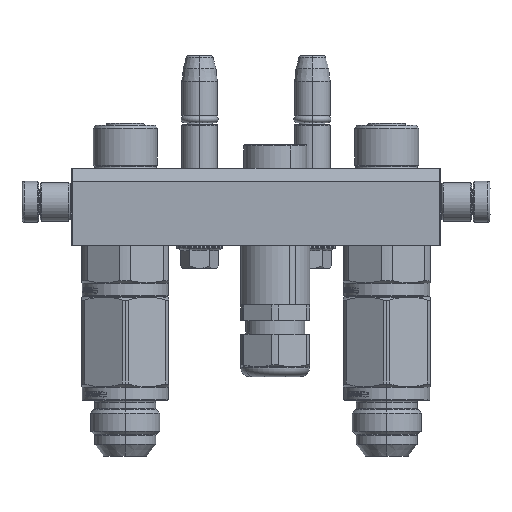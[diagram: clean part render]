
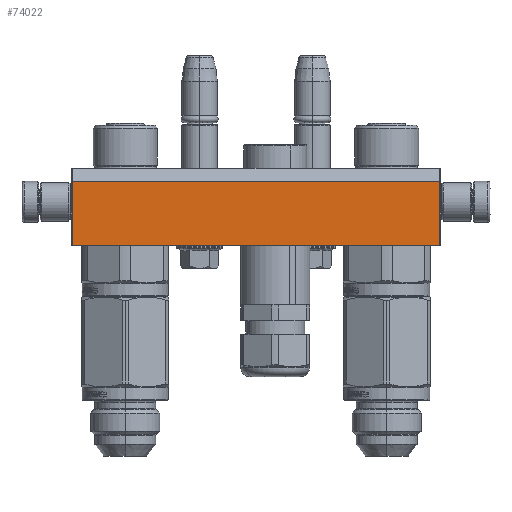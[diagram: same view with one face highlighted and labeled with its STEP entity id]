
A CAD part, left-side view. The second image highlights one B-rep face of the part: STEP entity #74022.
In plain terms, the highlighted face is planar.
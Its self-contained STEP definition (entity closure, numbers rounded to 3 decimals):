
#1632 = EDGE_CURVE ( 'NONE', #24459, #26622, #76288, .T. ) ;
#4756 = VECTOR ( 'NONE', #44137, 1000. ) ;
#4813 = LINE ( 'NONE', #31973, #69113 ) ;
#12517 = CARTESIAN_POINT ( 'NONE',  ( 0.5, 30., -90. ) ) ;
#14620 = CARTESIAN_POINT ( 'NONE',  ( 143.5, 5., -90. ) ) ;
#21583 = VERTEX_POINT ( 'NONE', #43693 ) ;
#23490 = EDGE_CURVE ( 'NONE', #26622, #29386, #63094, .T. ) ;
#24459 = VERTEX_POINT ( 'NONE', #74886 ) ;
#26622 = VERTEX_POINT ( 'NONE', #41349 ) ;
#28431 = VECTOR ( 'NONE', #34876, 1000. ) ;
#29274 = LINE ( 'NONE', #83472, #4756 ) ;
#29386 = VERTEX_POINT ( 'NONE', #12517 ) ;
#31973 = CARTESIAN_POINT ( 'NONE',  ( 0.5, 5., -90. ) ) ;
#33332 = EDGE_LOOP ( 'NONE', ( #35289, #73133, #76185, #57003 ) ) ;
#34876 = DIRECTION ( 'NONE',  ( 0., 1., 0. ) ) ;
#35264 = CARTESIAN_POINT ( 'NONE',  ( 144., 0., -90. ) ) ;
#35289 = ORIENTED_EDGE ( 'NONE', *, *, #23490, .F. ) ;
#41349 = CARTESIAN_POINT ( 'NONE',  ( 143.5, 30., -90. ) ) ;
#43693 = CARTESIAN_POINT ( 'NONE',  ( 0.5, 5., -90. ) ) ;
#44137 = DIRECTION ( 'NONE',  ( -1., 0., 0. ) ) ;
#53947 = VECTOR ( 'NONE', #71380, 1000. ) ;
#57003 = ORIENTED_EDGE ( 'NONE', *, *, #81635, .T. ) ;
#58163 = EDGE_CURVE ( 'NONE', #24459, #21583, #29274, .T. ) ;
#61207 = PLANE ( 'NONE',  #65029 ) ;
#63094 = LINE ( 'NONE', #78204, #53947 ) ;
#65029 = AXIS2_PLACEMENT_3D ( 'NONE', #35264, #80325, #74823 ) ;
#69113 = VECTOR ( 'NONE', #83516, 1000. ) ;
#71380 = DIRECTION ( 'NONE',  ( -1., 0., 0. ) ) ;
#73133 = ORIENTED_EDGE ( 'NONE', *, *, #1632, .F. ) ;
#74022 = ADVANCED_FACE ( 'NONE', ( #75397 ), #61207, .T. ) ;
#74823 = DIRECTION ( 'NONE',  ( -1., 0., 0. ) ) ;
#74886 = CARTESIAN_POINT ( 'NONE',  ( 143.5, 5., -90. ) ) ;
#75397 = FACE_OUTER_BOUND ( 'NONE', #33332, .T. ) ;
#76185 = ORIENTED_EDGE ( 'NONE', *, *, #58163, .T. ) ;
#76288 = LINE ( 'NONE', #14620, #28431 ) ;
#78204 = CARTESIAN_POINT ( 'NONE',  ( 143.5, 30., -90. ) ) ;
#80325 = DIRECTION ( 'NONE',  ( 0., 0., -1. ) ) ;
#81635 = EDGE_CURVE ( 'NONE', #21583, #29386, #4813, .T. ) ;
#83472 = CARTESIAN_POINT ( 'NONE',  ( 143.5, 5., -90. ) ) ;
#83516 = DIRECTION ( 'NONE',  ( 0., 1., 0. ) ) ;
